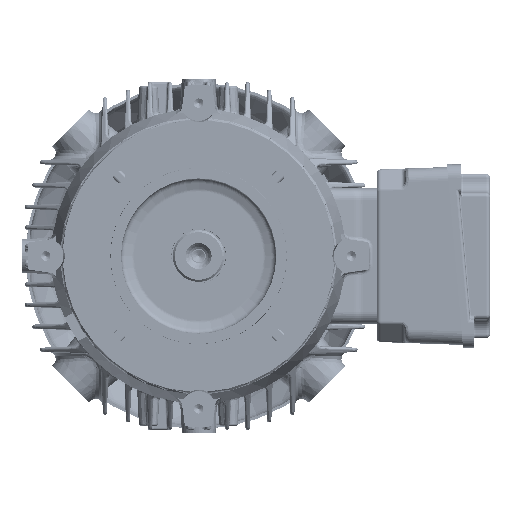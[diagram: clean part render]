
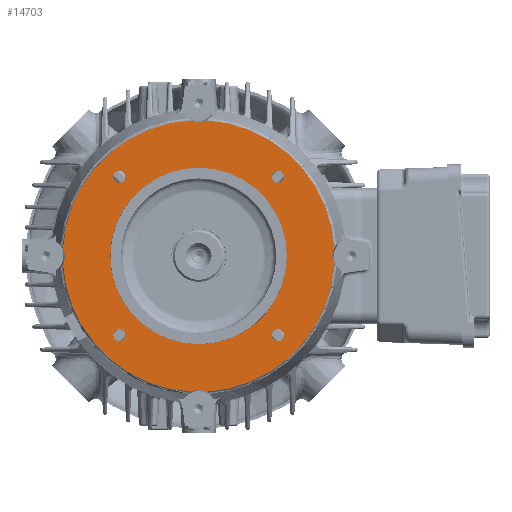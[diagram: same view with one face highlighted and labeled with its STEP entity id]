
A CAD part, left-side view. The second image highlights one B-rep face of the part: STEP entity #14703.
In plain terms, the highlighted planar face has unit normal (-1, 0, 0).
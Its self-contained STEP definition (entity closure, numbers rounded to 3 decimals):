
#14703 = ADVANCED_FACE( '', ( #31058, #31059, #31060, #31061, #31062, #31063 ), #31064, .T. );
#31058 = FACE_BOUND( '', #149009, .T. );
#31059 = FACE_BOUND( '', #149010, .T. );
#31060 = FACE_BOUND( '', #149011, .T. );
#31061 = FACE_BOUND( '', #149012, .T. );
#31062 = FACE_BOUND( '', #149013, .T. );
#31063 = FACE_OUTER_BOUND( '', #149014, .T. );
#31064 = PLANE( '', #149015 );
#149009 = EDGE_LOOP( '', ( #210827 ) );
#149010 = EDGE_LOOP( '', ( #210828 ) );
#149011 = EDGE_LOOP( '', ( #210829 ) );
#149012 = EDGE_LOOP( '', ( #210830 ) );
#149013 = EDGE_LOOP( '', ( #210831 ) );
#149014 = EDGE_LOOP( '', ( #210832, #210833, #210834, #210835, #210836, #210837, #210838, #210839 ) );
#149015 = AXIS2_PLACEMENT_3D( '', #210840, #210841, #210842 );
#210827 = ORIENTED_EDGE( '', *, *, #227354, .T. );
#210828 = ORIENTED_EDGE( '', *, *, #233229, .T. );
#210829 = ORIENTED_EDGE( '', *, *, #234975, .T. );
#210830 = ORIENTED_EDGE( '', *, *, #224477, .T. );
#210831 = ORIENTED_EDGE( '', *, *, #226870, .F. );
#210832 = ORIENTED_EDGE( '', *, *, #226404, .T. );
#210833 = ORIENTED_EDGE( '', *, *, #226453, .T. );
#210834 = ORIENTED_EDGE( '', *, *, #223891, .T. );
#210835 = ORIENTED_EDGE( '', *, *, #235958, .T. );
#210836 = ORIENTED_EDGE( '', *, *, #229104, .T. );
#210837 = ORIENTED_EDGE( '', *, *, #235533, .T. );
#210838 = ORIENTED_EDGE( '', *, *, #234858, .T. );
#210839 = ORIENTED_EDGE( '', *, *, #228902, .T. );
#210840 = CARTESIAN_POINT( '', ( -178., -65., 0. ) );
#210841 = DIRECTION( '', ( -1., 0., 0. ) );
#210842 = DIRECTION( '', ( 0., 1., 0. ) );
#223891 = EDGE_CURVE( '', #247555, #247556, #247557, .F. );
#224477 = EDGE_CURVE( '', #248486, #248486, #248487, .T. );
#226404 = EDGE_CURVE( '', #251424, #251425, #251426, .F. );
#226453 = EDGE_CURVE( '', #251425, #247555, #251500, .T. );
#226870 = EDGE_CURVE( '', #252131, #252131, #252132, .T. );
#227354 = EDGE_CURVE( '', #252844, #252844, #252845, .T. );
#228902 = EDGE_CURVE( '', #255227, #251424, #255228, .T. );
#229104 = EDGE_CURVE( '', #255510, #255511, #255512, .F. );
#233229 = EDGE_CURVE( '', #260797, #260797, #260798, .T. );
#234858 = EDGE_CURVE( '', #262720, #255227, #262721, .F. );
#234975 = EDGE_CURVE( '', #262855, #262855, #262856, .T. );
#235533 = EDGE_CURVE( '', #255511, #262720, #263468, .T. );
#235958 = EDGE_CURVE( '', #247556, #255510, #263914, .T. );
#247555 = VERTEX_POINT( '', #302524 );
#247556 = VERTEX_POINT( '', #302525 );
#247557 = CIRCLE( '', #302526, 13.996 );
#248486 = VERTEX_POINT( '', #306095 );
#248487 = CIRCLE( '', #306096, 4.391 );
#251424 = VERTEX_POINT( '', #316586 );
#251425 = VERTEX_POINT( '', #316587 );
#251426 = CIRCLE( '', #316588, 13.996 );
#251500 = CIRCLE( '', #316896, 100. );
#252131 = VERTEX_POINT( '', #319164 );
#252132 = CIRCLE( '', #319165, 65. );
#252844 = VERTEX_POINT( '', #322240 );
#252845 = CIRCLE( '', #322241, 4.391 );
#255227 = VERTEX_POINT( '', #326950 );
#255228 = CIRCLE( '', #326951, 100. );
#255510 = VERTEX_POINT( '', #328155 );
#255511 = VERTEX_POINT( '', #328156 );
#255512 = CIRCLE( '', #328157, 13.996 );
#260797 = VERTEX_POINT( '', #351351 );
#260798 = CIRCLE( '', #351352, 4.391 );
#262720 = VERTEX_POINT( '', #356967 );
#262721 = CIRCLE( '', #356968, 13.996 );
#262855 = VERTEX_POINT( '', #357834 );
#262856 = CIRCLE( '', #357835, 4.391 );
#263468 = CIRCLE( '', #360257, 100. );
#263914 = CIRCLE( '', #361762, 100. );
#302524 = CARTESIAN_POINT( '', ( -178., -99.824, -5.933 ) );
#302525 = CARTESIAN_POINT( '', ( -178., -99.824, 5.933 ) );
#302526 = AXIS2_PLACEMENT_3D( '', #372834, #372835, #372836 );
#306095 = CARTESIAN_POINT( '', ( -178., -62.727, 58.336 ) );
#306096 = AXIS2_PLACEMENT_3D( '', #373492, #373493, #373494 );
#316586 = CARTESIAN_POINT( '', ( -178., 5.933, -99.824 ) );
#316587 = CARTESIAN_POINT( '', ( -178., -5.933, -99.824 ) );
#316588 = AXIS2_PLACEMENT_3D( '', #375861, #375862, #375863 );
#316896 = AXIS2_PLACEMENT_3D( '', #375910, #375911, #375912 );
#319164 = CARTESIAN_POINT( '', ( -178., 65., 0. ) );
#319165 = AXIS2_PLACEMENT_3D( '', #376360, #376361, #376362 );
#322240 = CARTESIAN_POINT( '', ( -178., 58.336, 62.727 ) );
#322241 = AXIS2_PLACEMENT_3D( '', #376920, #376921, #376922 );
#326950 = CARTESIAN_POINT( '', ( -178., 99.824, -5.933 ) );
#326951 = AXIS2_PLACEMENT_3D( '', #379629, #379630, #379631 );
#328155 = CARTESIAN_POINT( '', ( -178., -5.933, 99.824 ) );
#328156 = CARTESIAN_POINT( '', ( -178., 5.933, 99.824 ) );
#328157 = AXIS2_PLACEMENT_3D( '', #379843, #379844, #379845 );
#351351 = CARTESIAN_POINT( '', ( -178., 62.727, -58.336 ) );
#351352 = AXIS2_PLACEMENT_3D( '', #384099, #384100, #384101 );
#356967 = CARTESIAN_POINT( '', ( -178., 99.824, 5.933 ) );
#356968 = AXIS2_PLACEMENT_3D( '', #386018, #386019, #386020 );
#357834 = CARTESIAN_POINT( '', ( -178., -58.336, -62.727 ) );
#357835 = AXIS2_PLACEMENT_3D( '', #386135, #386136, #386137 );
#360257 = AXIS2_PLACEMENT_3D( '', #386538, #386539, #386540 );
#361762 = AXIS2_PLACEMENT_3D( '', #386802, #386803, #386804 );
#372834 = CARTESIAN_POINT( '', ( -178., -112.5, 0. ) );
#372835 = DIRECTION( '', ( -1., 0., 0. ) );
#372836 = DIRECTION( '', ( 0., 1., 0. ) );
#373492 = CARTESIAN_POINT( '', ( -178., -58.336, 58.336 ) );
#373493 = DIRECTION( '', ( 1., 0., 0. ) );
#373494 = DIRECTION( '', ( 0., -1., 0. ) );
#375861 = CARTESIAN_POINT( '', ( -178., 0., -112.5 ) );
#375862 = DIRECTION( '', ( -1., 0., 0. ) );
#375863 = DIRECTION( '', ( 0., 1., 0. ) );
#375910 = CARTESIAN_POINT( '', ( -178., 0., 0. ) );
#375911 = DIRECTION( '', ( -1., 0., 0. ) );
#375912 = DIRECTION( '', ( 0., 1., 0. ) );
#376360 = CARTESIAN_POINT( '', ( -178., 0., 0. ) );
#376361 = DIRECTION( '', ( -1., 0., 0. ) );
#376362 = DIRECTION( '', ( 0., 1., 0. ) );
#376920 = CARTESIAN_POINT( '', ( -178., 58.336, 58.336 ) );
#376921 = DIRECTION( '', ( 1., 0., 0. ) );
#376922 = DIRECTION( '', ( 0., 0., 1. ) );
#379629 = CARTESIAN_POINT( '', ( -178., 0., 0. ) );
#379630 = DIRECTION( '', ( -1., 0., 0. ) );
#379631 = DIRECTION( '', ( 0., 1., 0. ) );
#379843 = CARTESIAN_POINT( '', ( -178., 0., 112.5 ) );
#379844 = DIRECTION( '', ( -1., 0., 0. ) );
#379845 = DIRECTION( '', ( 0., 1., 0. ) );
#384099 = CARTESIAN_POINT( '', ( -178., 58.336, -58.336 ) );
#384100 = DIRECTION( '', ( 1., 0., 0. ) );
#384101 = DIRECTION( '', ( 0., 1., 0. ) );
#386018 = CARTESIAN_POINT( '', ( -178., 112.5, 0. ) );
#386019 = DIRECTION( '', ( -1., 0., 0. ) );
#386020 = DIRECTION( '', ( 0., 1., 0. ) );
#386135 = CARTESIAN_POINT( '', ( -178., -58.336, -58.336 ) );
#386136 = DIRECTION( '', ( 1., 0., 0. ) );
#386137 = DIRECTION( '', ( 0., 0., -1. ) );
#386538 = CARTESIAN_POINT( '', ( -178., 0., 0. ) );
#386539 = DIRECTION( '', ( -1., 0., 0. ) );
#386540 = DIRECTION( '', ( 0., 1., 0. ) );
#386802 = CARTESIAN_POINT( '', ( -178., 0., 0. ) );
#386803 = DIRECTION( '', ( -1., 0., 0. ) );
#386804 = DIRECTION( '', ( 0., 1., 0. ) );
